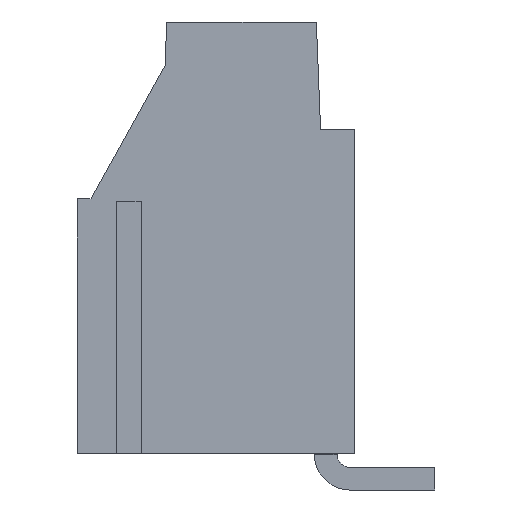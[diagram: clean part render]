
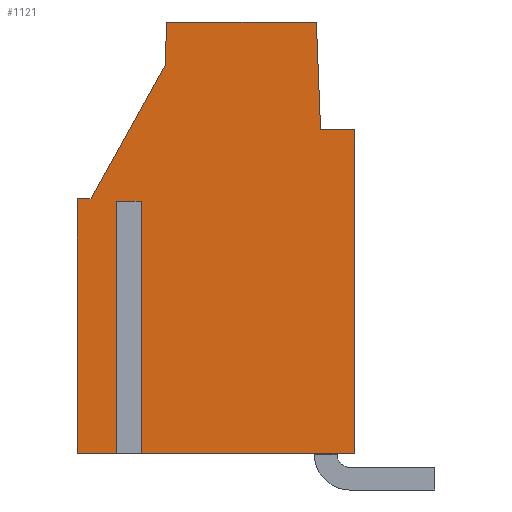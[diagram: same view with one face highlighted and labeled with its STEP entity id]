
A CAD part, left-side view. The second image highlights one B-rep face of the part: STEP entity #1121.
In plain terms, the highlighted planar face has unit normal (-1, 0, 0).
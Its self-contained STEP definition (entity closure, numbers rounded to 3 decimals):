
#1036=AXIS2_PLACEMENT_3D('Plane Axis2P3D',#1033,#1034,#1035) ;
#601=CARTESIAN_POINT('Vertex',(0.65,3.2,14.3)) ;
#604=CARTESIAN_POINT('Line Origine',(0.65,3.2,7.875)) ;
#608=CARTESIAN_POINT('Vertex',(0.65,3.2,1.45)) ;
#732=CARTESIAN_POINT('Vertex',(0.65,4.705,18.57)) ;
#735=CARTESIAN_POINT('Line Origine',(0.65,4.622,16.435)) ;
#739=CARTESIAN_POINT('Vertex',(0.65,4.538,14.3)) ;
#1006=CARTESIAN_POINT('Line Origine',(0.65,3.869,14.3)) ;
#1033=CARTESIAN_POINT('Axis2P3D Location',(0.65,-1.268,0.)) ;
#1038=CARTESIAN_POINT('Line Origine',(0.65,12.35,6.45)) ;
#1042=CARTESIAN_POINT('Vertex',(0.65,12.35,1.45)) ;
#1044=CARTESIAN_POINT('Vertex',(0.65,12.35,11.45)) ;
#1047=CARTESIAN_POINT('Line Origine',(0.65,12.15,11.45)) ;
#1051=CARTESIAN_POINT('Vertex',(0.65,11.95,11.45)) ;
#1054=CARTESIAN_POINT('Line Origine',(0.65,11.95,6.45)) ;
#1058=CARTESIAN_POINT('Vertex',(0.65,11.95,1.45)) ;
#1061=CARTESIAN_POINT('Line Origine',(0.65,7.575,1.45)) ;
#1066=CARTESIAN_POINT('Line Origine',(0.65,7.676,18.57)) ;
#1070=CARTESIAN_POINT('Vertex',(0.65,10.646,18.57)) ;
#1073=CARTESIAN_POINT('Line Origine',(0.65,10.676,17.71)) ;
#1077=CARTESIAN_POINT('Vertex',(0.65,10.706,16.849)) ;
#1080=CARTESIAN_POINT('Line Origine',(0.65,12.176,14.2)) ;
#1084=CARTESIAN_POINT('Vertex',(0.65,13.645,11.55)) ;
#1087=CARTESIAN_POINT('Line Origine',(0.65,13.923,11.55)) ;
#1091=CARTESIAN_POINT('Vertex',(0.65,14.2,11.55)) ;
#1094=CARTESIAN_POINT('Line Origine',(0.65,14.2,6.5)) ;
#1098=CARTESIAN_POINT('Vertex',(0.65,14.2,1.45)) ;
#1101=CARTESIAN_POINT('Line Origine',(0.65,13.275,1.45)) ;
#605=DIRECTION('Vector Direction',(0.,0.,1.)) ;
#736=DIRECTION('Vector Direction',(0.,-0.039,-0.999)) ;
#1007=DIRECTION('Vector Direction',(0.,1.,0.)) ;
#1034=DIRECTION('Axis2P3D Direction',(1.,0.,0.)) ;
#1035=DIRECTION('Axis2P3D XDirection',(0.,1.,0.)) ;
#1039=DIRECTION('Vector Direction',(0.,0.,1.)) ;
#1048=DIRECTION('Vector Direction',(0.,-1.,0.)) ;
#1055=DIRECTION('Vector Direction',(0.,0.,1.)) ;
#1062=DIRECTION('Vector Direction',(0.,1.,0.)) ;
#1067=DIRECTION('Vector Direction',(0.,1.,0.)) ;
#1074=DIRECTION('Vector Direction',(0.,0.035,-0.999)) ;
#1081=DIRECTION('Vector Direction',(0.,-0.485,0.875)) ;
#1088=DIRECTION('Vector Direction',(0.,-1.,0.)) ;
#1095=DIRECTION('Vector Direction',(0.,0.,-1.)) ;
#1102=DIRECTION('Vector Direction',(0.,1.,0.)) ;
#606=VECTOR('Line Direction',#605,1.) ;
#737=VECTOR('Line Direction',#736,1.) ;
#1008=VECTOR('Line Direction',#1007,1.) ;
#1040=VECTOR('Line Direction',#1039,1.) ;
#1049=VECTOR('Line Direction',#1048,1.) ;
#1056=VECTOR('Line Direction',#1055,1.) ;
#1063=VECTOR('Line Direction',#1062,1.) ;
#1068=VECTOR('Line Direction',#1067,1.) ;
#1075=VECTOR('Line Direction',#1074,1.) ;
#1082=VECTOR('Line Direction',#1081,1.) ;
#1089=VECTOR('Line Direction',#1088,1.) ;
#1096=VECTOR('Line Direction',#1095,1.) ;
#1103=VECTOR('Line Direction',#1102,1.) ;
#1107=ORIENTED_EDGE('',*,*,#1046,.T.) ;
#1108=ORIENTED_EDGE('',*,*,#1053,.T.) ;
#1109=ORIENTED_EDGE('',*,*,#1060,.F.) ;
#1110=ORIENTED_EDGE('',*,*,#1065,.F.) ;
#1111=ORIENTED_EDGE('',*,*,#610,.F.) ;
#1112=ORIENTED_EDGE('',*,*,#1010,.F.) ;
#1113=ORIENTED_EDGE('',*,*,#741,.F.) ;
#1114=ORIENTED_EDGE('',*,*,#1072,.F.) ;
#1115=ORIENTED_EDGE('',*,*,#1079,.F.) ;
#1116=ORIENTED_EDGE('',*,*,#1086,.F.) ;
#1117=ORIENTED_EDGE('',*,*,#1093,.F.) ;
#1118=ORIENTED_EDGE('',*,*,#1100,.F.) ;
#1119=ORIENTED_EDGE('',*,*,#1105,.F.) ;
#1121=ADVANCED_FACE('2',(#1120),#1037,.F.) ;
#610=EDGE_CURVE('',#602,#609,#607,.F.) ;
#741=EDGE_CURVE('',#733,#740,#738,.T.) ;
#1010=EDGE_CURVE('',#740,#602,#1009,.F.) ;
#1046=EDGE_CURVE('',#1043,#1045,#1041,.T.) ;
#1053=EDGE_CURVE('',#1045,#1052,#1050,.T.) ;
#1060=EDGE_CURVE('',#1059,#1052,#1057,.T.) ;
#1065=EDGE_CURVE('',#609,#1059,#1064,.T.) ;
#1072=EDGE_CURVE('',#1071,#733,#1069,.F.) ;
#1079=EDGE_CURVE('',#1078,#1071,#1076,.F.) ;
#1086=EDGE_CURVE('',#1085,#1078,#1083,.T.) ;
#1093=EDGE_CURVE('',#1092,#1085,#1090,.T.) ;
#1100=EDGE_CURVE('',#1099,#1092,#1097,.F.) ;
#1105=EDGE_CURVE('',#1043,#1099,#1104,.T.) ;
#1106=EDGE_LOOP('',(#1107,#1108,#1109,#1110,#1111,#1112,#1113,#1114,#1115,#1116,#1117,#1118,#1119)) ;
#1120=FACE_OUTER_BOUND('',#1106,.T.) ;
#607=LINE('Line',#604,#606) ;
#738=LINE('Line',#735,#737) ;
#1009=LINE('Line',#1006,#1008) ;
#1041=LINE('Line',#1038,#1040) ;
#1050=LINE('Line',#1047,#1049) ;
#1057=LINE('Line',#1054,#1056) ;
#1064=LINE('Line',#1061,#1063) ;
#1069=LINE('Line',#1066,#1068) ;
#1076=LINE('Line',#1073,#1075) ;
#1083=LINE('Line',#1080,#1082) ;
#1090=LINE('Line',#1087,#1089) ;
#1097=LINE('Line',#1094,#1096) ;
#1104=LINE('Line',#1101,#1103) ;
#1037=PLANE('',#1036) ;
#602=VERTEX_POINT('',#601) ;
#609=VERTEX_POINT('',#608) ;
#733=VERTEX_POINT('',#732) ;
#740=VERTEX_POINT('',#739) ;
#1043=VERTEX_POINT('',#1042) ;
#1045=VERTEX_POINT('',#1044) ;
#1052=VERTEX_POINT('',#1051) ;
#1059=VERTEX_POINT('',#1058) ;
#1071=VERTEX_POINT('',#1070) ;
#1078=VERTEX_POINT('',#1077) ;
#1085=VERTEX_POINT('',#1084) ;
#1092=VERTEX_POINT('',#1091) ;
#1099=VERTEX_POINT('',#1098) ;
